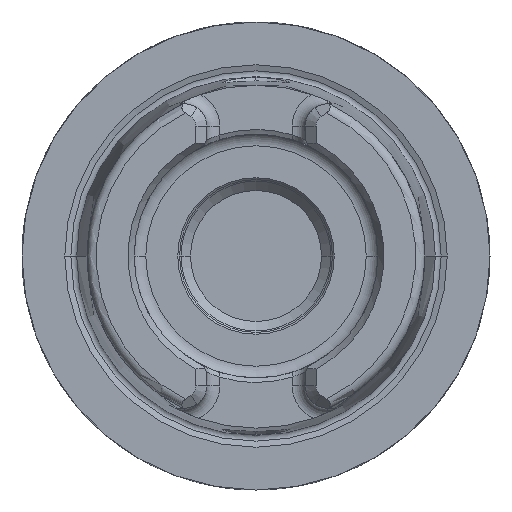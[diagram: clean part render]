
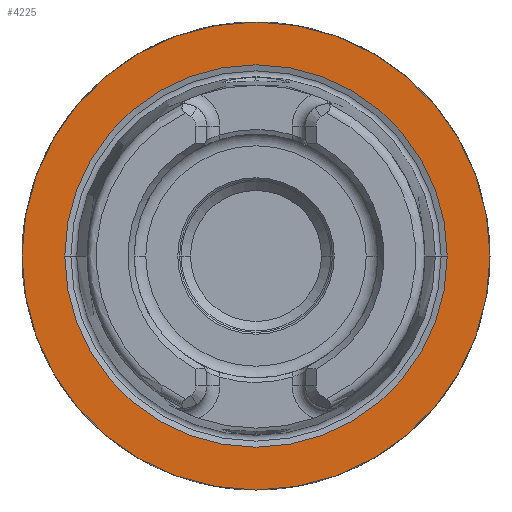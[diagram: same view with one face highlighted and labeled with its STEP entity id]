
A CAD part, left-side view. The second image highlights one B-rep face of the part: STEP entity #4225.
In plain terms, the highlighted planar face has unit normal (-1, 0, 0).
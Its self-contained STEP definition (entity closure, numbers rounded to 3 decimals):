
#867=CARTESIAN_POINT('',(0.,0.,0.));
#868=DIRECTION('',(1.,0.,0.));
#869=DIRECTION('',(0.,1.,0.));
#870=AXIS2_PLACEMENT_3D('',#867,#868,#869);
#872=CARTESIAN_POINT('',(0.,0.,0.));
#873=DIRECTION('',(-1.,0.,0.));
#874=DIRECTION('',(0.,1.,0.));
#875=AXIS2_PLACEMENT_3D('',#872,#873,#874);
#877=CARTESIAN_POINT('',(0.,0.,0.));
#878=DIRECTION('',(-1.,0.,0.));
#879=DIRECTION('',(0.,-1.,0.));
#880=AXIS2_PLACEMENT_3D('',#877,#878,#879);
#882=CARTESIAN_POINT('',(0.,0.,0.));
#883=DIRECTION('',(-1.,0.,0.));
#884=DIRECTION('',(0.,1.,0.));
#885=AXIS2_PLACEMENT_3D('',#882,#883,#884);
#2781=CARTESIAN_POINT('',(0.,-20.425,0.));
#2782=VERTEX_POINT('',#2781);
#2783=CARTESIAN_POINT('',(0.,20.425,0.));
#2784=VERTEX_POINT('',#2783);
#3123=CARTESIAN_POINT('',(0.,25.,0.));
#3124=CARTESIAN_POINT('',(0.,-25.,0.));
#3125=VERTEX_POINT('',#3123);
#3126=VERTEX_POINT('',#3124);
#4210=CARTESIAN_POINT('',(0.,0.,0.));
#4211=DIRECTION('',(1.,0.,0.));
#4212=DIRECTION('',(0.,-1.,0.));
#4213=AXIS2_PLACEMENT_3D('',#4210,#4211,#4212);
#4214=PLANE('',#4213);
#4216=ORIENTED_EDGE('',*,*,#4215,.T.);
#4218=ORIENTED_EDGE('',*,*,#4217,.F.);
#4219=EDGE_LOOP('',(#4216,#4218));
#4220=FACE_OUTER_BOUND('',#4219,.F.);
#4221=ORIENTED_EDGE('',*,*,#4205,.T.);
#4222=ORIENTED_EDGE('',*,*,#4189,.T.);
#4223=EDGE_LOOP('',(#4221,#4222));
#4224=FACE_BOUND('',#4223,.F.);
#4225=ADVANCED_FACE('',(#4220,#4224),#4214,.F.);
#871=CIRCLE('',#870,25.);
#876=CIRCLE('',#875,25.);
#881=CIRCLE('',#880,20.425);
#886=CIRCLE('',#885,20.425);
#4189=EDGE_CURVE('',#2784,#2782,#886,.T.);
#4205=EDGE_CURVE('',#2782,#2784,#881,.T.);
#4215=EDGE_CURVE('',#3125,#3126,#871,.T.);
#4217=EDGE_CURVE('',#3125,#3126,#876,.T.);
